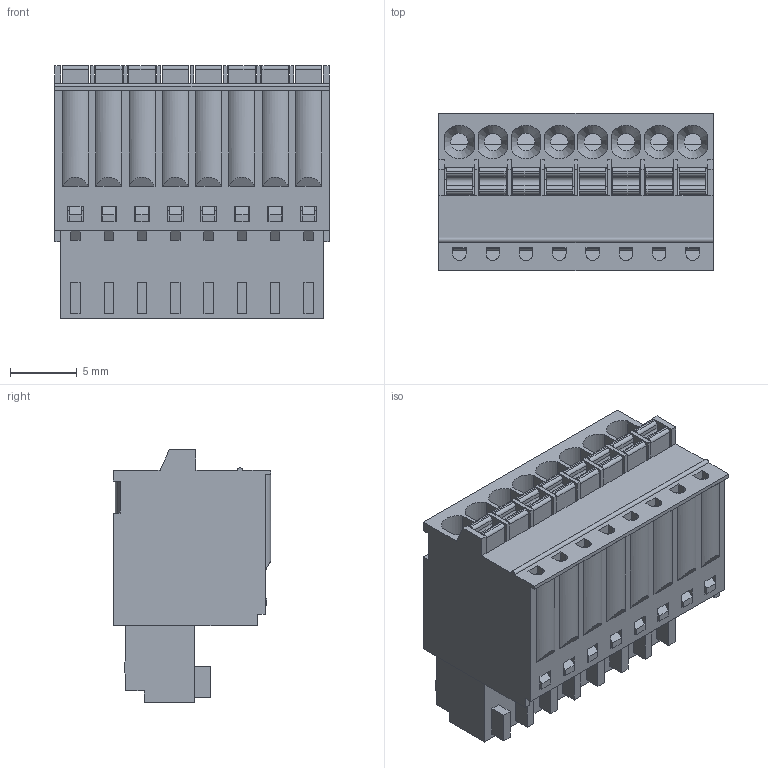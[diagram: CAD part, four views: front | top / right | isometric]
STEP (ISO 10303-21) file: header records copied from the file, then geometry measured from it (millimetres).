
FILE_DESCRIPTION( ( 'Unknown' ), '1' );
FILE_NAME( '691381000008.stp', 'Unknown', ( 'Unknown' ), ( 'Unknown' ), 'PSStep 19.0.9', 'Unknown', ' ' );
FILE_SCHEMA( ( 'AUTOMOTIVE_DESIGN { 1 0 10303 214 1 1 1 1 }' ) );
Length unit declared in the file: millimetre
Products named in the file (6): Assem1; 691381000008; 691381000008_BAS; 6913810000xx_Levier; 6913810000xx; 6913810000xx_LAME
Assembly tree (26 placements, depth 2):
  Assem1
    691381000008
    691381000008_BAS
    6913810000xx_Levier  x8
    6913810000xx  x8
    6913810000xx_LAME  x8
Bounding box: 20.6 x 11.8 x 18.95 mm (x, y, z)
Volume: 2009.7 mm3; surface area: 7399.4 mm2
Topology: 26 solids, 26 shells, 1992 faces, 5553 edges, 3605 vertices
Faces by surface type: plane 1589, cylinder 387, cone 16
Full cylindrical faces by diameter (mm): 1.3 x8
Entity records: 42171 total; most frequent: CARTESIAN_POINT 6203, ORIENTED_EDGE 5942, DIRECTION 5299, EDGE_CURVE 2971, LINE 2731, VECTOR 2731, VERTEX_POINT 1964, AXIS2_PLACEMENT_3D 1284
